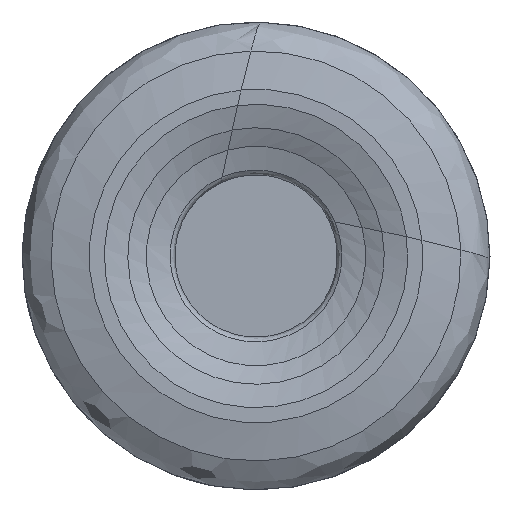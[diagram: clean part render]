
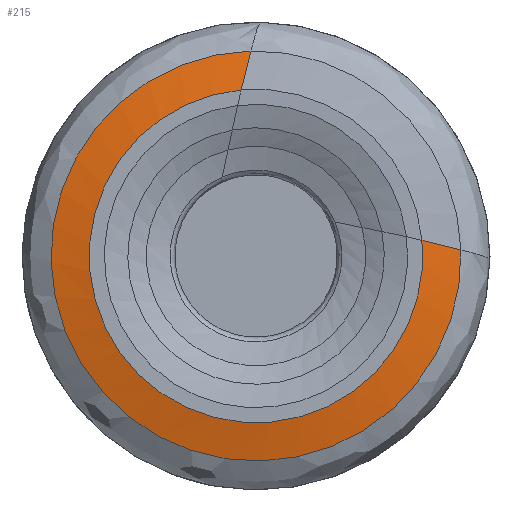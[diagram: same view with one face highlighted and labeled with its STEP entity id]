
A CAD part, left-side view. The second image highlights one B-rep face of the part: STEP entity #215.
In plain terms, the highlighted free-form (B-spline) face has degree [1, 3] with [2, 7] control points.
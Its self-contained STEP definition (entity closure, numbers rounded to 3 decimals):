
#58=(
BOUNDED_SURFACE()
B_SPLINE_SURFACE(1,3,((#1321,#1322,#1323,#1324,#1325,#1326,#1327),(#1328,
#1329,#1330,#1331,#1332,#1333,#1334)),.UNSPECIFIED.,.F.,.F.,.F.)
B_SPLINE_SURFACE_WITH_KNOTS((2,2),(4,3,4),(0.,1.),(0.,0.5,1.),
 .UNSPECIFIED.)
GEOMETRIC_REPRESENTATION_ITEM()
RATIONAL_B_SPLINE_SURFACE(((1.,0.588,0.588,1.,0.588,
0.588,1.),(1.,0.588,0.588,1.,0.588,
0.588,1.)))
REPRESENTATION_ITEM('')
SURFACE()
);
#104=LINE('',#1319,#132);
#105=LINE('',#1320,#133);
#132=VECTOR('',#913,1.);
#133=VECTOR('',#914,1.);
#215=ADVANCED_FACE('',(#260),#58,.F.);
#260=FACE_OUTER_BOUND('',#322,.T.);
#322=EDGE_LOOP('',(#426,#427,#428,#429));
#426=ORIENTED_EDGE('',*,*,#634,.F.);
#427=ORIENTED_EDGE('',*,*,#635,.F.);
#428=ORIENTED_EDGE('',*,*,#631,.T.);
#429=ORIENTED_EDGE('',*,*,#636,.F.);
#567=VERTEX_POINT('',#1298);
#568=VERTEX_POINT('',#1299);
#569=VERTEX_POINT('',#1317);
#570=VERTEX_POINT('',#1318);
#631=EDGE_CURVE('',#567,#568,#698,.T.);
#634=EDGE_CURVE('',#569,#570,#699,.T.);
#635=EDGE_CURVE('',#567,#569,#104,.T.);
#636=EDGE_CURVE('',#570,#568,#105,.T.);
#698=CIRCLE('',#768,4.275);
#699=CIRCLE('',#769,5.257);
#768=AXIS2_PLACEMENT_3D('',#1297,#907,#908);
#769=AXIS2_PLACEMENT_3D('',#1316,#911,#912);
#907=DIRECTION('',(1.,0.,0.));
#908=DIRECTION('',(0.,-0.996,0.094));
#911=DIRECTION('',(1.,0.,0.));
#912=DIRECTION('',(0.,-1.,0.03));
#913=DIRECTION('',(0.199,-0.952,-0.234));
#914=DIRECTION('',(-0.199,0.239,-0.95));
#1297=CARTESIAN_POINT('',(0.,0.,0.));
#1298=CARTESIAN_POINT('',(0.,-4.256,0.403));
#1299=CARTESIAN_POINT('',(0.,0.379,4.258));
#1316=CARTESIAN_POINT('',(0.209,0.,0.));
#1317=CARTESIAN_POINT('',(0.209,-5.254,0.158));
#1318=CARTESIAN_POINT('',(0.209,0.128,5.255));
#1319=CARTESIAN_POINT('',(0.,-4.256,0.403));
#1320=CARTESIAN_POINT('',(0.,0.379,4.258));
#1321=CARTESIAN_POINT('',(0.,-4.256,0.403));
#1322=CARTESIAN_POINT('',(0.,-4.679,-4.06));
#1323=CARTESIAN_POINT('',(0.,-0.714,-6.154));
#1324=CARTESIAN_POINT('',(0.,2.733,-3.287));
#1325=CARTESIAN_POINT('',(0.,6.181,-0.42));
#1326=CARTESIAN_POINT('',(0.,4.845,3.86));
#1327=CARTESIAN_POINT('',(0.,0.379,4.258));
#1328=CARTESIAN_POINT('',(0.209,-5.254,0.158));
#1329=CARTESIAN_POINT('',(0.209,-5.42,-5.353));
#1330=CARTESIAN_POINT('',(0.209,-0.389,-7.608));
#1331=CARTESIAN_POINT('',(0.209,3.614,-3.817));
#1332=CARTESIAN_POINT('',(0.209,7.618,-0.026));
#1333=CARTESIAN_POINT('',(0.209,5.64,5.121));
#1334=CARTESIAN_POINT('',(0.209,0.128,5.255));
